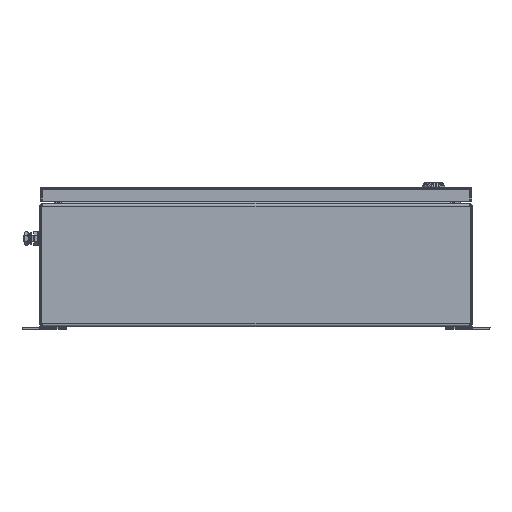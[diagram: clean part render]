
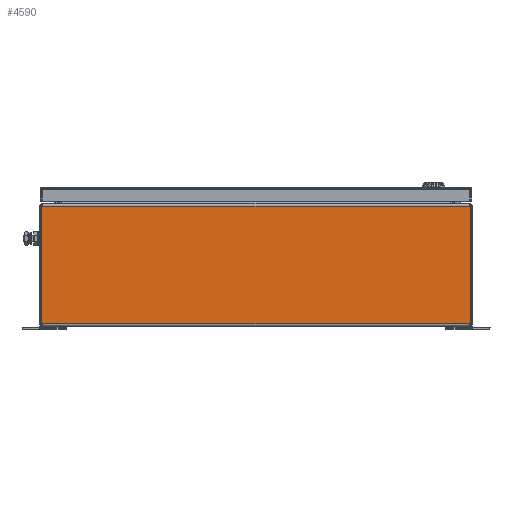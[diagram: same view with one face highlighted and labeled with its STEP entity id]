
A CAD part, front view. The second image highlights one B-rep face of the part: STEP entity #4590.
In plain terms, the highlighted planar face has unit normal (0, -1, 0).
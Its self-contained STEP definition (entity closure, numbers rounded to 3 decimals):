
#4563=AXIS2_PLACEMENT_3D('Plane Axis2P3D',#4560,#4561,#4562) ;
#3985=CARTESIAN_POINT('Vertex',(642.5,0.,176.5)) ;
#3998=CARTESIAN_POINT('Vertex',(28.5,0.,176.5)) ;
#4001=CARTESIAN_POINT('Line Origine',(335.5,0.,176.5)) ;
#4560=CARTESIAN_POINT('Axis2P3D Location',(645.5,0.,180.5)) ;
#4565=CARTESIAN_POINT('Line Origine',(28.5,0.,92.)) ;
#4569=CARTESIAN_POINT('Vertex',(28.5,0.,7.5)) ;
#4572=CARTESIAN_POINT('Line Origine',(335.5,0.,7.5)) ;
#4576=CARTESIAN_POINT('Vertex',(642.5,0.,7.5)) ;
#4579=CARTESIAN_POINT('Line Origine',(642.5,0.,92.)) ;
#4002=DIRECTION('Vector Direction',(1.,0.,0.)) ;
#4561=DIRECTION('Axis2P3D Direction',(0.,1.,0.)) ;
#4562=DIRECTION('Axis2P3D XDirection',(-1.,0.,0.)) ;
#4566=DIRECTION('Vector Direction',(0.,0.,-1.)) ;
#4573=DIRECTION('Vector Direction',(1.,0.,0.)) ;
#4580=DIRECTION('Vector Direction',(0.,0.,1.)) ;
#4003=VECTOR('Line Direction',#4002,1.) ;
#4567=VECTOR('Line Direction',#4566,1.) ;
#4574=VECTOR('Line Direction',#4573,1.) ;
#4581=VECTOR('Line Direction',#4580,1.) ;
#4585=ORIENTED_EDGE('',*,*,#4571,.T.) ;
#4586=ORIENTED_EDGE('',*,*,#4578,.T.) ;
#4587=ORIENTED_EDGE('',*,*,#4583,.T.) ;
#4588=ORIENTED_EDGE('',*,*,#4005,.T.) ;
#4590=ADVANCED_FACE('51372_ASM_GH_KTB_QL_XXXxXXXxXXX_YGP_S3D-1/51372_GH_KTB_QL_XXXxXXXxXXX_YGP_S3D_S3D-1-solid1',(#4589),#4564,.F.) ;
#4005=EDGE_CURVE('',#3986,#3999,#4004,.F.) ;
#4571=EDGE_CURVE('',#3999,#4570,#4568,.T.) ;
#4578=EDGE_CURVE('',#4570,#4577,#4575,.T.) ;
#4583=EDGE_CURVE('',#4577,#3986,#4582,.T.) ;
#4584=EDGE_LOOP('',(#4585,#4586,#4587,#4588)) ;
#4589=FACE_OUTER_BOUND('',#4584,.T.) ;
#4004=LINE('Line',#4001,#4003) ;
#4568=LINE('Line',#4565,#4567) ;
#4575=LINE('Line',#4572,#4574) ;
#4582=LINE('Line',#4579,#4581) ;
#4564=PLANE('',#4563) ;
#3986=VERTEX_POINT('',#3985) ;
#3999=VERTEX_POINT('',#3998) ;
#4570=VERTEX_POINT('',#4569) ;
#4577=VERTEX_POINT('',#4576) ;
